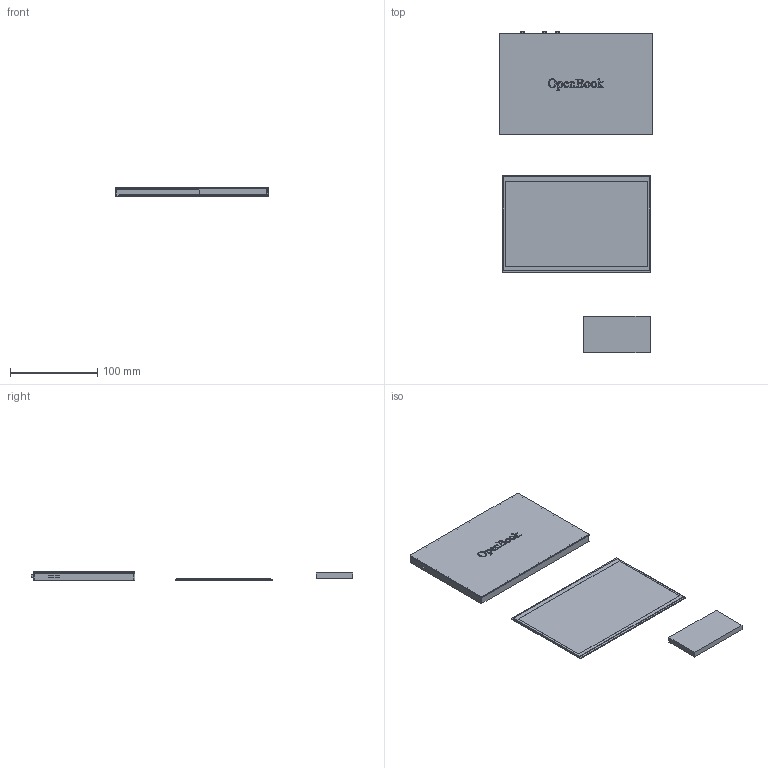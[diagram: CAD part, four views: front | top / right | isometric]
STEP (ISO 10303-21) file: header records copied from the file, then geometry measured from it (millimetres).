
FILE_DESCRIPTION(/* description */ (''),/* implementation_level */ '2;1');
FILE_NAME(/* name */ 'OpenBook_exploded.step',/* time_stamp */ '2025-04-06T19:28:15+03:00',/* author */ (''),/* organization */ (''),/* preprocessor_version */ 'ST-DEVELOPER v20.1',/* originating_system */ 'Autodesk Translation Framework v14.4.0.0',/* authorisation */ '');
FILE_SCHEMA (('AUTOMOTIVE_DESIGN { 1 0 10303 214 3 1 1 }'));
Length unit declared in the file: millimetre
Products named in the file (1): OpenBook Enclosure
Bounding box: 175.27 x 368.24 x 9.86 mm (x, y, z)
Volume: 113580 mm3; surface area: 112592.5 mm2
Topology: 7 solids, 7 shells, 443 faces, 1188 edges, 784 vertices
Faces by surface type: plane 223, bspline 184, cylinder 36
Entity records: 15427 total; most frequent: CARTESIAN_POINT 5436, ORIENTED_EDGE 2376, DIRECTION 1448, EDGE_CURVE 1188, VERTEX_POINT 784, LINE 760, VECTOR 760, EDGE_LOOP 482
